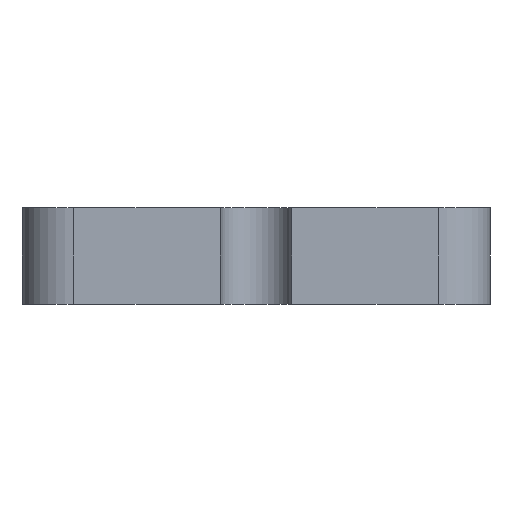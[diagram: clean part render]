
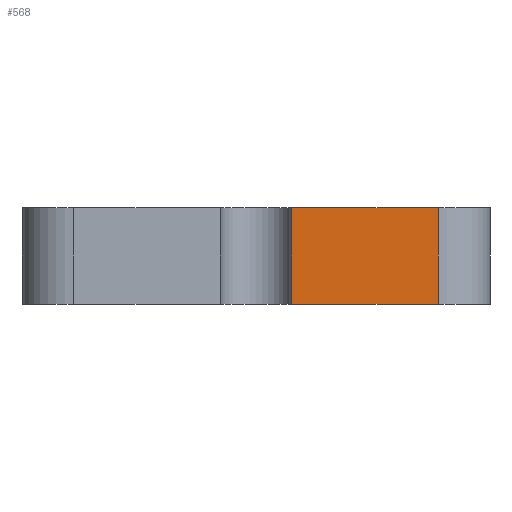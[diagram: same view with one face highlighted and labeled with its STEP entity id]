
A CAD part, left-side view. The second image highlights one B-rep face of the part: STEP entity #568.
In plain terms, the highlighted planar face has unit normal (-1, 0, 0).
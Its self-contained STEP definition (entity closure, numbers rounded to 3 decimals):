
#22=PLANE('',#640);
#46=FACE_OUTER_BOUND('',#76,.T.);
#76=EDGE_LOOP('',(#455,#456,#457,#458));
#106=LINE('',#889,#162);
#125=LINE('',#949,#181);
#127=LINE('',#955,#183);
#128=LINE('',#956,#184);
#162=VECTOR('',#704,10.);
#181=VECTOR('',#769,10.);
#183=VECTOR('',#775,10.);
#184=VECTOR('',#776,10.);
#254=VERTEX_POINT('',#886);
#255=VERTEX_POINT('',#888);
#273=VERTEX_POINT('',#948);
#275=VERTEX_POINT('',#954);
#312=EDGE_CURVE('',#254,#255,#106,.T.);
#342=EDGE_CURVE('',#255,#273,#125,.T.);
#345=EDGE_CURVE('',#254,#275,#127,.T.);
#346=EDGE_CURVE('',#275,#273,#128,.T.);
#455=ORIENTED_EDGE('',*,*,#342,.F.);
#456=ORIENTED_EDGE('',*,*,#312,.F.);
#457=ORIENTED_EDGE('',*,*,#345,.T.);
#458=ORIENTED_EDGE('',*,*,#346,.T.);
#568=ADVANCED_FACE('',(#46),#22,.T.);
#640=AXIS2_PLACEMENT_3D('',#953,#773,#774);
#704=DIRECTION('',(0.,-1.,0.));
#769=DIRECTION('',(0.,0.,-1.));
#773=DIRECTION('center_axis',(-1.,0.,0.));
#774=DIRECTION('ref_axis',(0.,-1.,0.));
#775=DIRECTION('',(0.,0.,-1.));
#776=DIRECTION('',(0.,-1.,0.));
#886=CARTESIAN_POINT('',(-124.5,-1.1,3.));
#888=CARTESIAN_POINT('',(-124.5,-5.65,3.));
#889=CARTESIAN_POINT('',(-124.5,7.25,3.));
#948=CARTESIAN_POINT('',(-124.5,-5.65,0.));
#949=CARTESIAN_POINT('',(-124.5,-5.65,0.));
#953=CARTESIAN_POINT('Origin',(-124.5,7.25,0.));
#954=CARTESIAN_POINT('',(-124.5,-1.1,0.));
#955=CARTESIAN_POINT('',(-124.5,-1.1,1.5));
#956=CARTESIAN_POINT('',(-124.5,7.25,0.));
